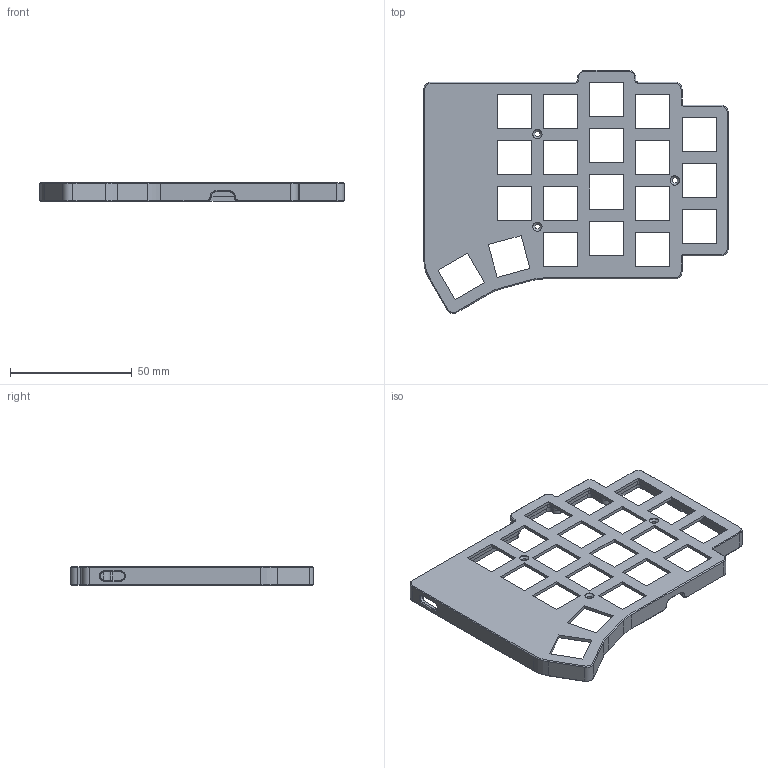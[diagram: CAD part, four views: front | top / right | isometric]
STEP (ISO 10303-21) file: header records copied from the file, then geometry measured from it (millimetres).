
FILE_DESCRIPTION(('FreeCAD Model'),'2;1');
FILE_NAME('Open CASCADE Shape Model','2025-01-10T16:31:47',(''),(''), 'Open CASCADE STEP processor 7.6','FreeCAD','Unknown');
FILE_SCHEMA(('AUTOMOTIVE_DESIGN { 1 0 10303 214 1 1 1 1 }'));
Length unit declared in the file: millimetre
Products named in the file (1): Top-Mirrored
Bounding box: 125.25 x 99.98 x 7.8 mm (x, y, z)
Volume: 16679 mm3; surface area: 20397.5 mm2
Topology: 1 solids, 1 shells, 480 faces, 1296 edges, 839 vertices
Faces by surface type: plane 290, cylinder 149, cone 41
Full cylindrical faces by diameter (mm): 2.2 x3, 3.8 x3
Entity records: 15111 total; most frequent: CARTESIAN_POINT 2616, DIRECTION 2607, ORIENTED_EDGE 2592, EDGE_CURVE 1296, LINE 947, VECTOR 947, VERTEX_POINT 839, AXIS2_PLACEMENT_3D 830
